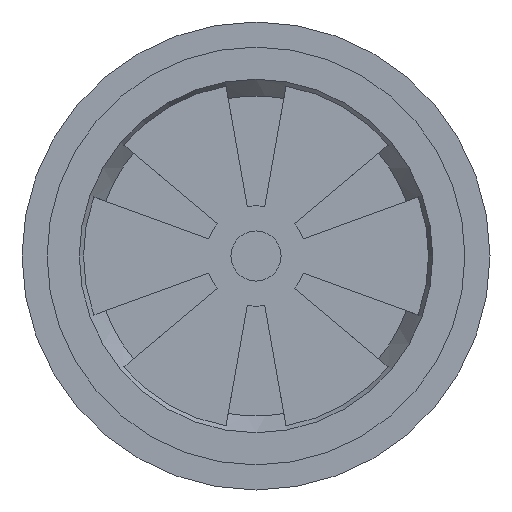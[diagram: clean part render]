
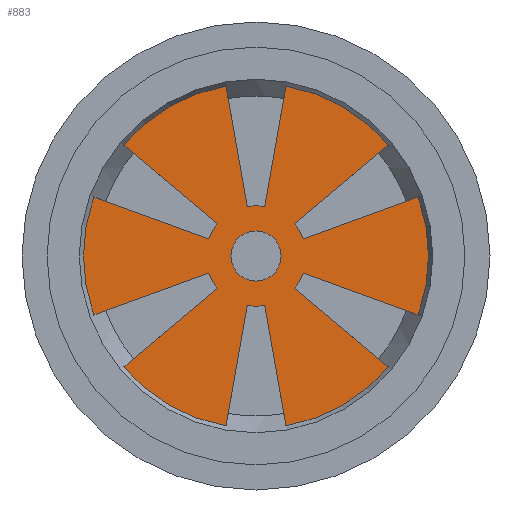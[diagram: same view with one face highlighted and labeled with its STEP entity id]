
A CAD part, left-side view. The second image highlights one B-rep face of the part: STEP entity #883.
In plain terms, the highlighted planar face has unit normal (-1, 0, 0).
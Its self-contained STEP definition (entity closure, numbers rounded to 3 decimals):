
#20=LINE('',#1299,#100);
#26=LINE('',#1312,#106);
#36=LINE('',#1332,#116);
#39=LINE('',#1344,#119);
#45=LINE('',#1357,#125);
#52=LINE('',#1376,#132);
#60=LINE('',#1397,#140);
#67=LINE('',#1411,#147);
#69=LINE('',#1416,#149);
#70=LINE('',#1420,#150);
#71=LINE('',#1427,#151);
#72=LINE('',#1431,#152);
#100=VECTOR('',#1033,7.75);
#106=VECTOR('',#1041,7.75);
#116=VECTOR('',#1053,7.75);
#119=VECTOR('',#1064,7.75);
#125=VECTOR('',#1072,7.75);
#132=VECTOR('',#1087,7.75);
#140=VECTOR('',#1103,7.75);
#147=VECTOR('',#1112,7.75);
#149=VECTOR('',#1118,7.75);
#150=VECTOR('',#1121,7.75);
#151=VECTOR('',#1130,7.75);
#152=VECTOR('',#1135,7.75);
#190=PLANE('',#940);
#212=FACE_BOUND('',#285,.T.);
#238=FACE_OUTER_BOUND('',#284,.T.);
#284=EDGE_LOOP('',(#662,#663,#664,#665,#666,#667,#668,#669,#670,#671,#672,
#673,#674,#675,#676,#677,#678,#679,#680,#681,#682,#683,#684,#685));
#285=EDGE_LOOP('',(#686));
#326=CIRCLE('',#921,1.5);
#328=CIRCLE('',#928,3.);
#330=CIRCLE('',#933,3.);
#332=CIRCLE('',#937,3.);
#333=CIRCLE('',#941,10.75);
#334=CIRCLE('',#942,10.75);
#335=CIRCLE('',#943,3.);
#336=CIRCLE('',#944,10.75);
#337=CIRCLE('',#945,3.);
#338=CIRCLE('',#946,10.75);
#339=CIRCLE('',#947,3.);
#340=CIRCLE('',#948,10.75);
#341=CIRCLE('',#949,10.75);
#377=VERTEX_POINT('',#1291);
#378=VERTEX_POINT('',#1295);
#380=VERTEX_POINT('',#1298);
#384=VERTEX_POINT('',#1308);
#386=VERTEX_POINT('',#1311);
#391=VERTEX_POINT('',#1322);
#395=VERTEX_POINT('',#1330);
#397=VERTEX_POINT('',#1336);
#398=VERTEX_POINT('',#1340);
#400=VERTEX_POINT('',#1343);
#404=VERTEX_POINT('',#1353);
#406=VERTEX_POINT('',#1356);
#411=VERTEX_POINT('',#1368);
#412=VERTEX_POINT('',#1372);
#414=VERTEX_POINT('',#1375);
#420=VERTEX_POINT('',#1388);
#421=VERTEX_POINT('',#1390);
#423=VERTEX_POINT('',#1396);
#429=VERTEX_POINT('',#1409);
#430=VERTEX_POINT('',#1414);
#431=VERTEX_POINT('',#1417);
#432=VERTEX_POINT('',#1419);
#433=VERTEX_POINT('',#1424);
#434=VERTEX_POINT('',#1426);
#435=VERTEX_POINT('',#1429);
#468=EDGE_CURVE('',#377,#377,#326,.T.);
#470=EDGE_CURVE('',#378,#380,#20,.T.);
#476=EDGE_CURVE('',#384,#386,#26,.T.);
#486=EDGE_CURVE('',#395,#391,#36,.T.);
#488=EDGE_CURVE('',#386,#397,#328,.T.);
#491=EDGE_CURVE('',#398,#400,#39,.T.);
#497=EDGE_CURVE('',#404,#406,#45,.T.);
#503=EDGE_CURVE('',#406,#411,#330,.T.);
#506=EDGE_CURVE('',#412,#414,#52,.T.);
#513=EDGE_CURVE('',#420,#421,#332,.T.);
#516=EDGE_CURVE('',#411,#423,#60,.T.);
#523=EDGE_CURVE('',#429,#420,#67,.T.);
#525=EDGE_CURVE('',#430,#404,#333,.T.);
#526=EDGE_CURVE('',#397,#430,#69,.T.);
#527=EDGE_CURVE('',#431,#384,#334,.T.);
#528=EDGE_CURVE('',#432,#431,#70,.T.);
#529=EDGE_CURVE('',#380,#432,#335,.T.);
#530=EDGE_CURVE('',#391,#378,#336,.T.);
#531=EDGE_CURVE('',#400,#395,#337,.T.);
#532=EDGE_CURVE('',#433,#398,#338,.T.);
#533=EDGE_CURVE('',#434,#433,#71,.T.);
#534=EDGE_CURVE('',#414,#434,#339,.T.);
#535=EDGE_CURVE('',#435,#412,#340,.T.);
#536=EDGE_CURVE('',#421,#435,#72,.T.);
#537=EDGE_CURVE('',#423,#429,#341,.T.);
#662=ORIENTED_EDGE('',*,*,#525,.F.);
#663=ORIENTED_EDGE('',*,*,#526,.F.);
#664=ORIENTED_EDGE('',*,*,#488,.F.);
#665=ORIENTED_EDGE('',*,*,#476,.F.);
#666=ORIENTED_EDGE('',*,*,#527,.F.);
#667=ORIENTED_EDGE('',*,*,#528,.F.);
#668=ORIENTED_EDGE('',*,*,#529,.F.);
#669=ORIENTED_EDGE('',*,*,#470,.F.);
#670=ORIENTED_EDGE('',*,*,#530,.F.);
#671=ORIENTED_EDGE('',*,*,#486,.F.);
#672=ORIENTED_EDGE('',*,*,#531,.F.);
#673=ORIENTED_EDGE('',*,*,#491,.F.);
#674=ORIENTED_EDGE('',*,*,#532,.F.);
#675=ORIENTED_EDGE('',*,*,#533,.F.);
#676=ORIENTED_EDGE('',*,*,#534,.F.);
#677=ORIENTED_EDGE('',*,*,#506,.F.);
#678=ORIENTED_EDGE('',*,*,#535,.F.);
#679=ORIENTED_EDGE('',*,*,#536,.F.);
#680=ORIENTED_EDGE('',*,*,#513,.F.);
#681=ORIENTED_EDGE('',*,*,#523,.F.);
#682=ORIENTED_EDGE('',*,*,#537,.F.);
#683=ORIENTED_EDGE('',*,*,#516,.F.);
#684=ORIENTED_EDGE('',*,*,#503,.F.);
#685=ORIENTED_EDGE('',*,*,#497,.F.);
#686=ORIENTED_EDGE('',*,*,#468,.T.);
#883=ADVANCED_FACE('',(#238,#212),#190,.F.);
#921=AXIS2_PLACEMENT_3D('',#1292,#1026,#1027);
#928=AXIS2_PLACEMENT_3D('',#1337,#1058,#1059);
#933=AXIS2_PLACEMENT_3D('',#1369,#1081,#1082);
#937=AXIS2_PLACEMENT_3D('',#1391,#1097,#1098);
#940=AXIS2_PLACEMENT_3D('',#1413,#1114,#1115);
#941=AXIS2_PLACEMENT_3D('',#1415,#1116,#1117);
#942=AXIS2_PLACEMENT_3D('',#1418,#1119,#1120);
#943=AXIS2_PLACEMENT_3D('',#1421,#1122,#1123);
#944=AXIS2_PLACEMENT_3D('',#1422,#1124,#1125);
#945=AXIS2_PLACEMENT_3D('',#1423,#1126,#1127);
#946=AXIS2_PLACEMENT_3D('',#1425,#1128,#1129);
#947=AXIS2_PLACEMENT_3D('',#1428,#1131,#1132);
#948=AXIS2_PLACEMENT_3D('',#1430,#1133,#1134);
#949=AXIS2_PLACEMENT_3D('',#1432,#1136,#1137);
#1026=DIRECTION('center_axis',(1.,0.,0.));
#1027=DIRECTION('ref_axis',(0.,0.,-1.));
#1033=DIRECTION('',(0.,-0.94,-0.342));
#1041=DIRECTION('',(0.,-0.174,-0.985));
#1053=DIRECTION('',(0.,0.94,-0.342));
#1058=DIRECTION('center_axis',(1.,0.,0.));
#1059=DIRECTION('ref_axis',(0.,-0.174,-0.985));
#1064=DIRECTION('',(0.,-0.766,0.643));
#1072=DIRECTION('',(0.,0.766,-0.643));
#1081=DIRECTION('center_axis',(1.,0.,0.));
#1082=DIRECTION('ref_axis',(0.,0.766,-0.643));
#1087=DIRECTION('',(0.,0.174,0.985));
#1097=DIRECTION('center_axis',(1.,0.,0.));
#1098=DIRECTION('ref_axis',(0.,0.94,0.342));
#1103=DIRECTION('',(0.,-0.94,0.342));
#1112=DIRECTION('',(0.,0.94,0.342));
#1114=DIRECTION('center_axis',(1.,0.,0.));
#1115=DIRECTION('ref_axis',(0.,0.,-1.));
#1116=DIRECTION('center_axis',(1.,0.,0.));
#1117=DIRECTION('ref_axis',(0.,1.,0.));
#1118=DIRECTION('',(0.,-0.174,0.985));
#1119=DIRECTION('center_axis',(1.,0.,0.));
#1120=DIRECTION('ref_axis',(0.,1.,0.));
#1121=DIRECTION('',(0.,0.766,0.643));
#1122=DIRECTION('center_axis',(1.,0.,0.));
#1123=DIRECTION('ref_axis',(0.,-0.94,-0.342));
#1124=DIRECTION('center_axis',(1.,0.,0.));
#1125=DIRECTION('ref_axis',(0.,1.,0.));
#1126=DIRECTION('center_axis',(1.,0.,0.));
#1127=DIRECTION('ref_axis',(0.,-0.766,0.643));
#1128=DIRECTION('center_axis',(1.,0.,0.));
#1129=DIRECTION('ref_axis',(0.,1.,0.));
#1130=DIRECTION('',(0.,0.174,-0.985));
#1131=DIRECTION('center_axis',(1.,0.,0.));
#1132=DIRECTION('ref_axis',(0.,0.174,0.985));
#1133=DIRECTION('center_axis',(1.,0.,0.));
#1134=DIRECTION('ref_axis',(0.,1.,0.));
#1135=DIRECTION('',(0.,-0.766,-0.643));
#1136=DIRECTION('center_axis',(1.,0.,0.));
#1137=DIRECTION('ref_axis',(0.,1.,0.));
#1291=CARTESIAN_POINT('',(9.5,0.,1.5));
#1292=CARTESIAN_POINT('Origin',(9.5,0.,0.));
#1295=CARTESIAN_POINT('',(9.5,10.102,3.677));
#1298=CARTESIAN_POINT('',(9.5,2.819,1.026));
#1299=CARTESIAN_POINT('',(9.5,2.819,1.026));
#1308=CARTESIAN_POINT('',(9.5,1.867,10.587));
#1311=CARTESIAN_POINT('',(9.5,0.521,2.954));
#1312=CARTESIAN_POINT('',(9.5,0.521,2.954));
#1322=CARTESIAN_POINT('',(9.5,10.102,-3.677));
#1330=CARTESIAN_POINT('',(9.5,2.819,-1.026));
#1332=CARTESIAN_POINT('',(9.5,13.156,-4.788));
#1336=CARTESIAN_POINT('',(9.5,-0.521,2.954));
#1337=CARTESIAN_POINT('Origin',(9.5,0.,0.));
#1340=CARTESIAN_POINT('',(9.5,8.235,-6.91));
#1343=CARTESIAN_POINT('',(9.5,2.298,-1.928));
#1344=CARTESIAN_POINT('',(9.5,2.298,-1.928));
#1353=CARTESIAN_POINT('',(9.5,-8.235,6.91));
#1356=CARTESIAN_POINT('',(9.5,-2.298,1.928));
#1357=CARTESIAN_POINT('',(9.5,-2.298,1.928));
#1368=CARTESIAN_POINT('',(9.5,-2.819,1.026));
#1369=CARTESIAN_POINT('Origin',(9.5,0.,0.));
#1372=CARTESIAN_POINT('',(9.5,-1.867,-10.587));
#1375=CARTESIAN_POINT('',(9.5,-0.521,-2.954));
#1376=CARTESIAN_POINT('',(9.5,-0.521,-2.954));
#1388=CARTESIAN_POINT('',(9.5,-2.819,-1.026));
#1390=CARTESIAN_POINT('',(9.5,-2.298,-1.928));
#1391=CARTESIAN_POINT('Origin',(9.5,0.,0.));
#1396=CARTESIAN_POINT('',(9.5,-10.102,3.677));
#1397=CARTESIAN_POINT('',(9.5,-13.156,4.788));
#1409=CARTESIAN_POINT('',(9.5,-10.102,-3.677));
#1411=CARTESIAN_POINT('',(9.5,-2.819,-1.026));
#1413=CARTESIAN_POINT('Origin',(9.5,0.,0.));
#1414=CARTESIAN_POINT('',(9.5,-1.867,10.587));
#1415=CARTESIAN_POINT('Origin',(9.5,0.,0.));
#1416=CARTESIAN_POINT('',(9.5,-2.431,13.787));
#1417=CARTESIAN_POINT('',(9.5,8.235,6.91));
#1418=CARTESIAN_POINT('Origin',(9.5,0.,0.));
#1419=CARTESIAN_POINT('',(9.5,2.298,1.928));
#1420=CARTESIAN_POINT('',(9.5,10.725,8.999));
#1421=CARTESIAN_POINT('Origin',(9.5,0.,0.));
#1422=CARTESIAN_POINT('Origin',(9.5,0.,0.));
#1423=CARTESIAN_POINT('Origin',(9.5,0.,0.));
#1424=CARTESIAN_POINT('',(9.5,1.867,-10.587));
#1425=CARTESIAN_POINT('Origin',(9.5,0.,0.));
#1426=CARTESIAN_POINT('',(9.5,0.521,-2.954));
#1427=CARTESIAN_POINT('',(9.5,2.431,-13.787));
#1428=CARTESIAN_POINT('Origin',(9.5,0.,0.));
#1429=CARTESIAN_POINT('',(9.5,-8.235,-6.91));
#1430=CARTESIAN_POINT('Origin',(9.5,0.,0.));
#1431=CARTESIAN_POINT('',(9.5,-10.725,-8.999));
#1432=CARTESIAN_POINT('Origin',(9.5,0.,0.));
